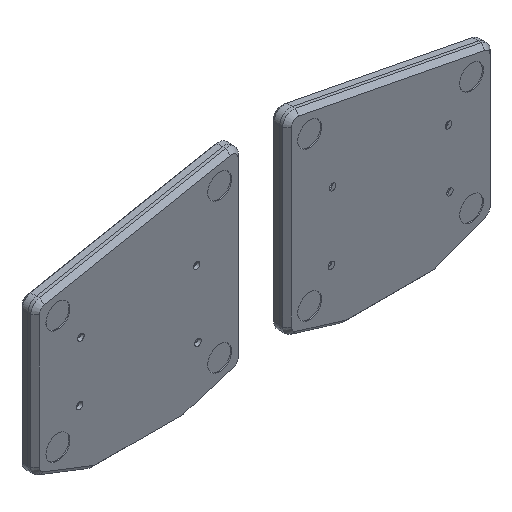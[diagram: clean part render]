
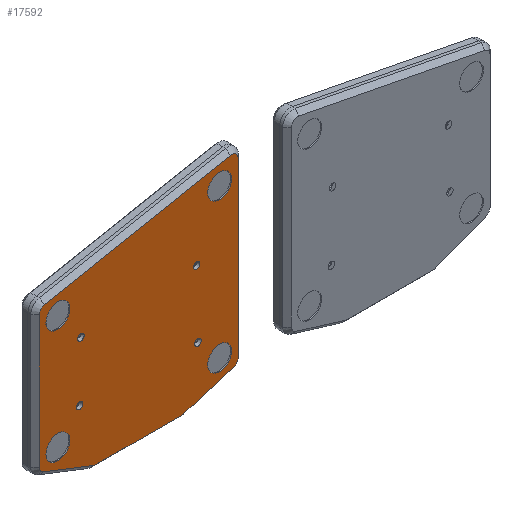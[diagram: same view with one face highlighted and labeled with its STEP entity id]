
A CAD part, isometric view. The second image highlights one B-rep face of the part: STEP entity #17592.
In plain terms, the highlighted planar face has unit normal (0, -1, 0).
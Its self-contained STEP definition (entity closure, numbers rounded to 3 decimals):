
#150=FACE_BOUND('',#2271,.T.);
#151=FACE_BOUND('',#2272,.T.);
#152=FACE_BOUND('',#2273,.T.);
#153=FACE_BOUND('',#2274,.T.);
#154=FACE_BOUND('',#2275,.T.);
#155=FACE_BOUND('',#2276,.T.);
#156=FACE_BOUND('',#2277,.T.);
#157=FACE_BOUND('',#2278,.T.);
#491=PLANE('',#19015);
#1236=FACE_OUTER_BOUND('',#2270,.T.);
#2270=EDGE_LOOP('',(#14052,#14053,#14054,#14055,#14056,#14057,#14058,#14059,
#14060,#14061,#14062,#14063));
#2271=EDGE_LOOP('',(#14064));
#2272=EDGE_LOOP('',(#14065));
#2273=EDGE_LOOP('',(#14066));
#2274=EDGE_LOOP('',(#14067));
#2275=EDGE_LOOP('',(#14068));
#2276=EDGE_LOOP('',(#14069));
#2277=EDGE_LOOP('',(#14070));
#2278=EDGE_LOOP('',(#14071));
#3698=LINE('',#27954,#5434);
#3702=LINE('',#27968,#5438);
#3705=LINE('',#27976,#5441);
#3708=LINE('',#27984,#5444);
#3711=LINE('',#27992,#5447);
#3714=LINE('',#28000,#5450);
#5434=VECTOR('',#22546,10.);
#5438=VECTOR('',#22566,10.);
#5441=VECTOR('',#22575,10.);
#5444=VECTOR('',#22584,10.);
#5447=VECTOR('',#22593,10.);
#5450=VECTOR('',#22602,10.);
#6694=CIRCLE('',#18887,1.5);
#6697=CIRCLE('',#18892,1.5);
#6700=CIRCLE('',#18897,1.5);
#6703=CIRCLE('',#18902,1.5);
#6744=CIRCLE('',#18989,2.9);
#6745=CIRCLE('',#18992,2.9);
#6746=CIRCLE('',#18995,2.9);
#6747=CIRCLE('',#18998,2.9);
#6748=CIRCLE('',#19001,2.9);
#6753=CIRCLE('',#19016,2.9);
#6754=CIRCLE('',#19017,5.5);
#6755=CIRCLE('',#19018,5.5);
#6756=CIRCLE('',#19019,5.5);
#6757=CIRCLE('',#19020,5.5);
#7916=VERTEX_POINT('',#27640);
#7919=VERTEX_POINT('',#27650);
#7922=VERTEX_POINT('',#27660);
#7925=VERTEX_POINT('',#27670);
#8022=VERTEX_POINT('',#27951);
#8023=VERTEX_POINT('',#27953);
#8024=VERTEX_POINT('',#27962);
#8025=VERTEX_POINT('',#27966);
#8026=VERTEX_POINT('',#27970);
#8027=VERTEX_POINT('',#27974);
#8028=VERTEX_POINT('',#27978);
#8029=VERTEX_POINT('',#27982);
#8030=VERTEX_POINT('',#27986);
#8031=VERTEX_POINT('',#27990);
#8032=VERTEX_POINT('',#27994);
#8033=VERTEX_POINT('',#27998);
#8038=VERTEX_POINT('',#28024);
#8039=VERTEX_POINT('',#28026);
#8040=VERTEX_POINT('',#28028);
#8041=VERTEX_POINT('',#28030);
#9994=EDGE_CURVE('',#7916,#7916,#6694,.T.);
#9999=EDGE_CURVE('',#7919,#7919,#6697,.T.);
#10004=EDGE_CURVE('',#7922,#7922,#6700,.T.);
#10009=EDGE_CURVE('',#7925,#7925,#6703,.T.);
#10151=EDGE_CURVE('',#8022,#8023,#3698,.T.);
#10157=EDGE_CURVE('',#8024,#8022,#6744,.T.);
#10159=EDGE_CURVE('',#8025,#8024,#3702,.T.);
#10161=EDGE_CURVE('',#8026,#8025,#6745,.T.);
#10163=EDGE_CURVE('',#8027,#8026,#3705,.T.);
#10165=EDGE_CURVE('',#8028,#8027,#6746,.T.);
#10167=EDGE_CURVE('',#8029,#8028,#3708,.T.);
#10169=EDGE_CURVE('',#8030,#8029,#6747,.T.);
#10171=EDGE_CURVE('',#8031,#8030,#3711,.T.);
#10173=EDGE_CURVE('',#8032,#8031,#6748,.T.);
#10175=EDGE_CURVE('',#8033,#8032,#3714,.T.);
#10185=EDGE_CURVE('',#8023,#8033,#6753,.T.);
#10186=EDGE_CURVE('',#8038,#8038,#6754,.T.);
#10187=EDGE_CURVE('',#8039,#8039,#6755,.T.);
#10188=EDGE_CURVE('',#8040,#8040,#6756,.T.);
#10189=EDGE_CURVE('',#8041,#8041,#6757,.T.);
#14052=ORIENTED_EDGE('',*,*,#10165,.F.);
#14053=ORIENTED_EDGE('',*,*,#10167,.F.);
#14054=ORIENTED_EDGE('',*,*,#10169,.F.);
#14055=ORIENTED_EDGE('',*,*,#10171,.F.);
#14056=ORIENTED_EDGE('',*,*,#10173,.F.);
#14057=ORIENTED_EDGE('',*,*,#10175,.F.);
#14058=ORIENTED_EDGE('',*,*,#10185,.F.);
#14059=ORIENTED_EDGE('',*,*,#10151,.F.);
#14060=ORIENTED_EDGE('',*,*,#10157,.F.);
#14061=ORIENTED_EDGE('',*,*,#10159,.F.);
#14062=ORIENTED_EDGE('',*,*,#10161,.F.);
#14063=ORIENTED_EDGE('',*,*,#10163,.F.);
#14064=ORIENTED_EDGE('',*,*,#9994,.T.);
#14065=ORIENTED_EDGE('',*,*,#9999,.T.);
#14066=ORIENTED_EDGE('',*,*,#10004,.T.);
#14067=ORIENTED_EDGE('',*,*,#10009,.T.);
#14068=ORIENTED_EDGE('',*,*,#10186,.T.);
#14069=ORIENTED_EDGE('',*,*,#10187,.T.);
#14070=ORIENTED_EDGE('',*,*,#10188,.T.);
#14071=ORIENTED_EDGE('',*,*,#10189,.T.);
#17592=ADVANCED_FACE('',(#1236,#150,#151,#152,#153,#154,#155,#156,#157),
#491,.F.);
#18887=AXIS2_PLACEMENT_3D('',#27641,#22244,#22245);
#18892=AXIS2_PLACEMENT_3D('',#27651,#22256,#22257);
#18897=AXIS2_PLACEMENT_3D('',#27661,#22268,#22269);
#18902=AXIS2_PLACEMENT_3D('',#27671,#22280,#22281);
#18989=AXIS2_PLACEMENT_3D('',#27964,#22561,#22562);
#18992=AXIS2_PLACEMENT_3D('',#27972,#22570,#22571);
#18995=AXIS2_PLACEMENT_3D('',#27980,#22579,#22580);
#18998=AXIS2_PLACEMENT_3D('',#27988,#22588,#22589);
#19001=AXIS2_PLACEMENT_3D('',#27996,#22597,#22598);
#19015=AXIS2_PLACEMENT_3D('',#28022,#22632,#22633);
#19016=AXIS2_PLACEMENT_3D('',#28023,#22634,#22635);
#19017=AXIS2_PLACEMENT_3D('',#28025,#22636,#22637);
#19018=AXIS2_PLACEMENT_3D('',#28027,#22638,#22639);
#19019=AXIS2_PLACEMENT_3D('',#28029,#22640,#22641);
#19020=AXIS2_PLACEMENT_3D('',#28031,#22642,#22643);
#22244=DIRECTION('center_axis',(0.,1.,0.));
#22245=DIRECTION('ref_axis',(1.,0.,0.));
#22256=DIRECTION('center_axis',(0.,1.,0.));
#22257=DIRECTION('ref_axis',(1.,0.,0.));
#22268=DIRECTION('center_axis',(0.,1.,0.));
#22269=DIRECTION('ref_axis',(1.,0.,0.));
#22280=DIRECTION('center_axis',(0.,1.,0.));
#22281=DIRECTION('ref_axis',(1.,0.,0.));
#22546=DIRECTION('',(-0.957,0.,-0.292));
#22561=DIRECTION('center_axis',(0.,1.,0.));
#22562=DIRECTION('ref_axis',(1.,0.,0.));
#22566=DIRECTION('',(0.,0.,-1.));
#22570=DIRECTION('center_axis',(0.,1.,0.));
#22571=DIRECTION('ref_axis',(-0.191,0.,0.982));
#22575=DIRECTION('',(0.982,0.,0.191));
#22579=DIRECTION('center_axis',(0.,1.,0.));
#22580=DIRECTION('ref_axis',(-1.,0.,0.));
#22584=DIRECTION('',(0.,0.,1.));
#22588=DIRECTION('center_axis',(0.,1.,0.));
#22589=DIRECTION('ref_axis',(-0.362,0.,-0.932));
#22593=DIRECTION('',(-0.932,0.,0.362));
#22597=DIRECTION('center_axis',(0.,1.,0.));
#22598=DIRECTION('ref_axis',(0.,0.,-1.));
#22602=DIRECTION('',(-1.,0.,0.));
#22632=DIRECTION('center_axis',(0.,1.,0.));
#22633=DIRECTION('ref_axis',(0.,0.,1.));
#22634=DIRECTION('center_axis',(0.,1.,0.));
#22635=DIRECTION('ref_axis',(0.292,0.,-0.957));
#22636=DIRECTION('center_axis',(0.,1.,0.));
#22637=DIRECTION('ref_axis',(1.,0.,0.));
#22638=DIRECTION('center_axis',(0.,1.,0.));
#22639=DIRECTION('ref_axis',(1.,0.,0.));
#22640=DIRECTION('center_axis',(0.,1.,0.));
#22641=DIRECTION('ref_axis',(1.,0.,0.));
#22642=DIRECTION('center_axis',(0.,1.,0.));
#22643=DIRECTION('ref_axis',(1.,0.,0.));
#27640=CARTESIAN_POINT('',(40.482,-7.25,46.622));
#27641=CARTESIAN_POINT('Origin',(41.982,-7.25,46.622));
#27650=CARTESIAN_POINT('',(41.092,-7.25,15.622));
#27651=CARTESIAN_POINT('Origin',(42.592,-7.25,15.622));
#27660=CARTESIAN_POINT('',(-12.908,-7.25,44.622));
#27661=CARTESIAN_POINT('Origin',(-11.408,-7.25,44.622));
#27670=CARTESIAN_POINT('',(-13.518,-7.25,17.622));
#27671=CARTESIAN_POINT('Origin',(-12.018,-7.25,17.622));
#27951=CARTESIAN_POINT('',(59.033,-7.25,-2.552));
#27953=CARTESIAN_POINT('',(36.079,-7.25,-9.552));
#27954=CARTESIAN_POINT('',(32.996,-7.25,-10.492));
#27962=CARTESIAN_POINT('',(61.087,-7.25,0.222));
#27964=CARTESIAN_POINT('Origin',(58.187,-7.25,0.222));
#27966=CARTESIAN_POINT('',(61.087,-7.25,79.838));
#27968=CARTESIAN_POINT('',(61.087,-7.25,18.376));
#27970=CARTESIAN_POINT('',(57.634,-7.25,82.685));
#27972=CARTESIAN_POINT('Origin',(58.187,-7.25,79.838));
#27974=CARTESIAN_POINT('',(-28.166,-7.25,66.001));
#27976=CARTESIAN_POINT('',(32.908,-7.25,77.877));
#27978=CARTESIAN_POINT('',(-30.513,-7.25,63.155));
#27980=CARTESIAN_POINT('Origin',(-27.613,-7.25,63.155));
#27982=CARTESIAN_POINT('',(-30.513,-7.25,2.222));
#27984=CARTESIAN_POINT('',(-30.513,-7.25,49.842));
#27986=CARTESIAN_POINT('',(-28.664,-7.25,-0.481));
#27988=CARTESIAN_POINT('Origin',(-27.613,-7.25,2.222));
#27990=CARTESIAN_POINT('',(-5.521,-7.25,-9.481));
#27992=CARTESIAN_POINT('',(-15.826,-7.25,-5.473));
#27994=CARTESIAN_POINT('',(-4.47,-7.25,-9.678));
#27996=CARTESIAN_POINT('Origin',(-4.47,-7.25,-6.778));
#27998=CARTESIAN_POINT('',(35.233,-7.25,-9.678));
#28000=CARTESIAN_POINT('',(5.409,-7.25,-9.678));
#28022=CARTESIAN_POINT('Origin',(15.287,-7.25,36.53));
#28023=CARTESIAN_POINT('Origin',(35.233,-7.25,-6.778));
#28024=CARTESIAN_POINT('',(-27.513,-7.25,6.053));
#28025=CARTESIAN_POINT('Origin',(-22.013,-7.25,6.053));
#28026=CARTESIAN_POINT('',(47.087,-7.25,4.369));
#28027=CARTESIAN_POINT('Origin',(52.587,-7.25,4.369));
#28028=CARTESIAN_POINT('',(-27.513,-7.25,58.539));
#28029=CARTESIAN_POINT('Origin',(-22.013,-7.25,58.539));
#28030=CARTESIAN_POINT('',(47.087,-7.25,73.044));
#28031=CARTESIAN_POINT('Origin',(52.587,-7.25,73.044));
